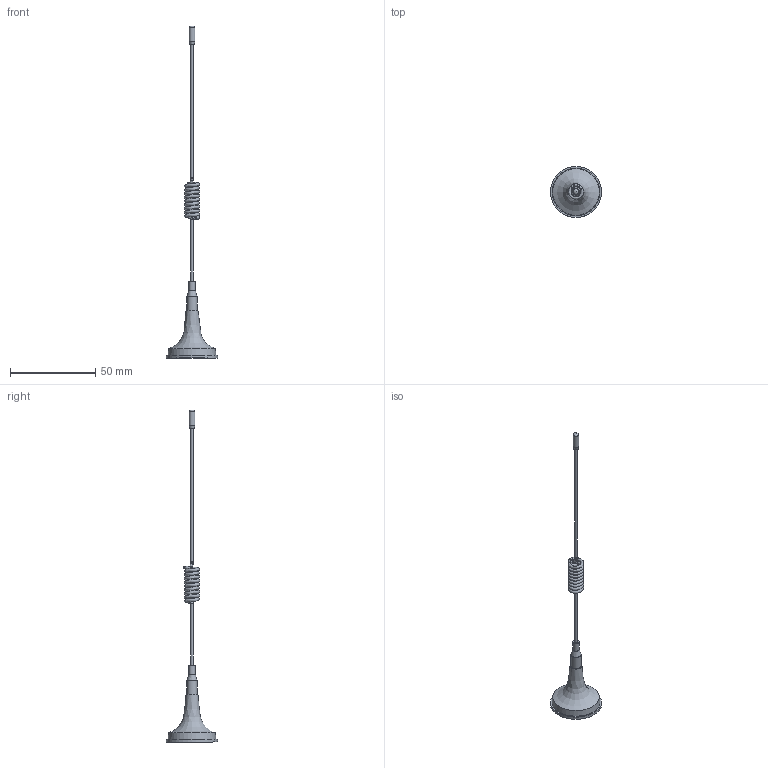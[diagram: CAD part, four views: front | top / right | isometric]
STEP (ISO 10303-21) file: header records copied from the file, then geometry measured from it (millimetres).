
FILE_DESCRIPTION(('FreeCAD Model'),'2;1');
FILE_NAME('Open CASCADE Shape Model','2023-01-22T11:46:35',(''),(''), 'Open CASCADE STEP processor 7.6','FreeCAD','Unknown');
FILE_SCHEMA(('AUTOMOTIVE_DESIGN { 1 0 10303 214 1 1 1 1 }'));
Length unit declared in the file: millimetre
Products named in the file (13): antenna; base001; base; whip001; base_whip; whip; bot_connection_01; bot_connection_02; helix; top_connection_01; top_connection_02; top_whip; top
Assembly tree (12 placements, depth 3):
  antenna
    base001
      base
    whip001
      base_whip
      whip
      bot_connection_01
      bot_connection_02
      helix
      top_connection_01
      top_connection_02
      top_whip
      top
Bounding box: 30 x 30 x 195 mm (x, y, z)
Volume: 7266.8 mm3; surface area: 4642.8 mm2
Topology: 10 solids, 10 shells, 61 faces, 99 edges, 52 vertices
Faces by surface type: plane 22, cylinder 16, bspline 10, revolution 4, torus 4, cone 3, extrusion 1, sphere 1
Full cylindrical faces by diameter (mm): 1.6 x10, 2.9 x2, 3.5 x1, 3.8 x1, 6 x1, 30 x1
Entity records: 5306 total; most frequent: CARTESIAN_POINT 3159, DIRECTION 346, ORIENTED_EDGE 180, PCURVE 180, DEFINITIONAL_REPRESENTATION 180, AXIS2_PLACEMENT_3D 113, VECTOR 93, LINE 92
